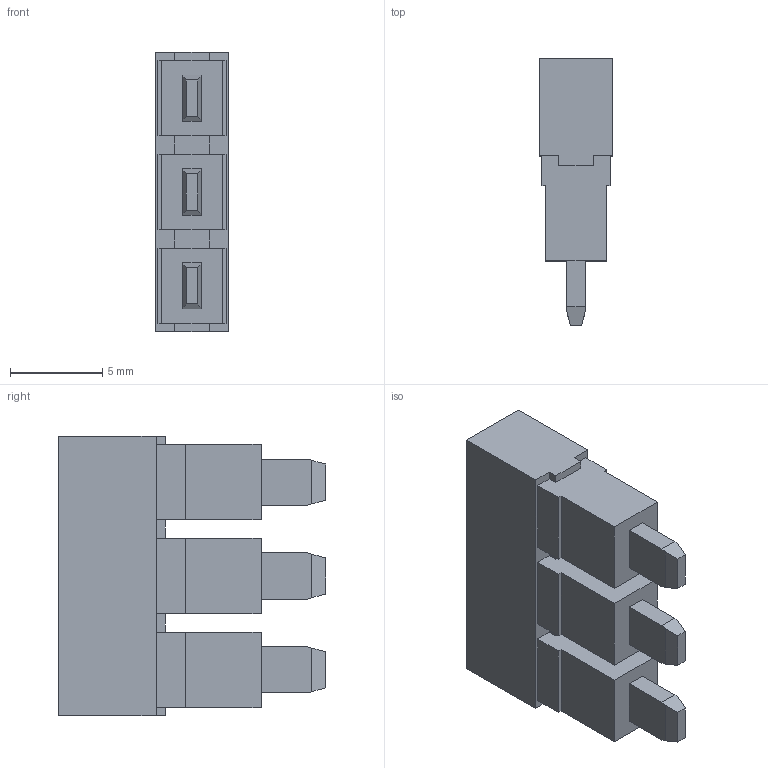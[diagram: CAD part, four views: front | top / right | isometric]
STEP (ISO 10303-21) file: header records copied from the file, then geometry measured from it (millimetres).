
FILE_DESCRIPTION(/* description */ (''),/* implementation_level */ '2;1');
FILE_NAME(/* name */ '3493.8_FQI_2.5-4_3.stp',/* time_stamp */ '2018-06-26T08:47:08+02:00',/* author */ (''),/* organization */ (''),/* preprocessor_version */ 'ST-DEVELOPER v16',/* originating_system */ 'SIEMENS PLM Software NX 10.0',/* authorisation */ '');
FILE_SCHEMA (('CONFIG_CONTROL_DESIGN'));
Length unit declared in the file: millimetre
Products named in the file (1): scho21108117vq3u
Bounding box: 4 x 14.5 x 15.2 mm (x, y, z)
Volume: 588.7 mm3; surface area: 648.7 mm2
Topology: 1 solids, 1 shells, 73 faces, 204 edges, 136 vertices
Faces by surface type: plane 73
Entity records: 2384 total; most frequent: CARTESIAN_POINT 420, ORIENTED_EDGE 408, DIRECTION 350, EDGE_CURVE 204, LINE 202, VECTOR 202, VERTEX_POINT 136, EDGE_LOOP 76
